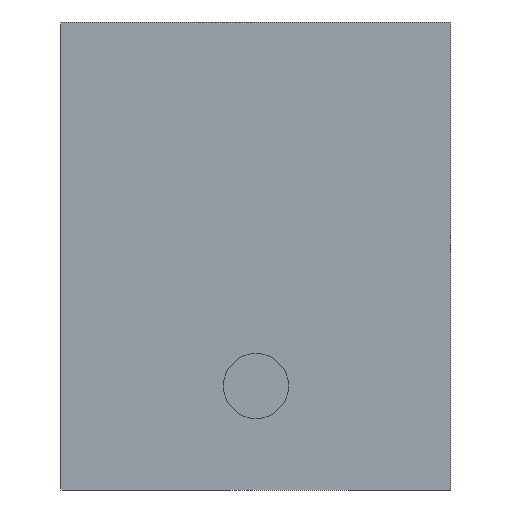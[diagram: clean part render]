
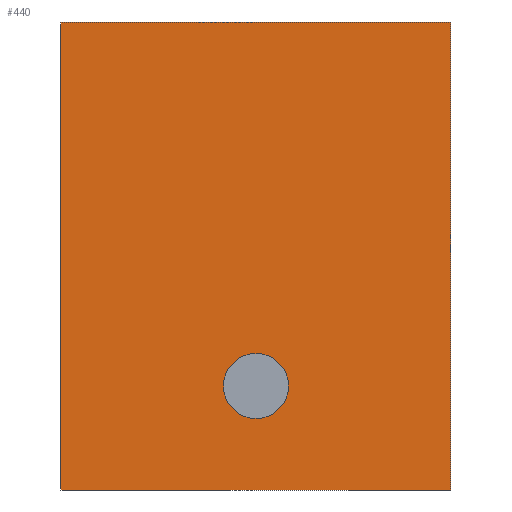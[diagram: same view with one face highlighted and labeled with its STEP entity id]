
A CAD part, front view. The second image highlights one B-rep face of the part: STEP entity #440.
In plain terms, the highlighted planar face has unit normal (0, -1, 0).
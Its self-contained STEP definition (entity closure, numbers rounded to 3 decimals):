
#6 = AXIS2_PLACEMENT_3D ( 'NONE', #721, #472, #486 ) ;
#36 = LINE ( 'NONE', #293, #739 ) ;
#38 = CARTESIAN_POINT ( 'NONE',  ( 150., 0., 180. ) ) ;
#42 = ORIENTED_EDGE ( 'NONE', *, *, #746, .F. ) ;
#45 = VECTOR ( 'NONE', #491, 1000. ) ;
#55 = CARTESIAN_POINT ( 'NONE',  ( 0., 0., 180. ) ) ;
#57 = EDGE_CURVE ( 'NONE', #62, #589, #617, .T. ) ;
#62 = VERTEX_POINT ( 'NONE', #364 ) ;
#77 = CARTESIAN_POINT ( 'NONE',  ( 75., 0., 52.5 ) ) ;
#104 = LINE ( 'NONE', #38, #503 ) ;
#105 = EDGE_CURVE ( 'NONE', #384, #582, #36, .T. ) ;
#109 = DIRECTION ( 'NONE',  ( -1., 0., 0. ) ) ;
#140 = CARTESIAN_POINT ( 'NONE',  ( 0., 0., 180. ) ) ;
#190 = CARTESIAN_POINT ( 'NONE',  ( 150., 0., 180. ) ) ;
#205 = EDGE_LOOP ( 'NONE', ( #424, #717 ) ) ;
#208 = EDGE_CURVE ( 'NONE', #582, #684, #800, .T. ) ;
#254 = ORIENTED_EDGE ( 'NONE', *, *, #105, .T. ) ;
#278 = ORIENTED_EDGE ( 'NONE', *, *, #580, .F. ) ;
#293 = CARTESIAN_POINT ( 'NONE',  ( 150., 0., 180. ) ) ;
#319 = VECTOR ( 'NONE', #710, 1000. ) ;
#320 = FACE_OUTER_BOUND ( 'NONE', #438, .T. ) ;
#322 = CARTESIAN_POINT ( 'NONE',  ( 0., 0., 0. ) ) ;
#356 = DIRECTION ( 'NONE',  ( 0., 0., -1. ) ) ;
#364 = CARTESIAN_POINT ( 'NONE',  ( 75., 0., 27.5 ) ) ;
#365 = CIRCLE ( 'NONE', #576, 12.5 ) ;
#384 = VERTEX_POINT ( 'NONE', #507 ) ;
#388 = DIRECTION ( 'NONE',  ( 0., 1., 0. ) ) ;
#417 = VERTEX_POINT ( 'NONE', #643 ) ;
#424 = ORIENTED_EDGE ( 'NONE', *, *, #57, .F. ) ;
#438 = EDGE_LOOP ( 'NONE', ( #644, #278, #42, #254 ) ) ;
#440 = ADVANCED_FACE ( 'NONE', ( #652, #320 ), #815, .F. ) ;
#472 = DIRECTION ( 'NONE',  ( 0., -1., 0. ) ) ;
#486 = DIRECTION ( 'NONE',  ( 0., 0., -1. ) ) ;
#491 = DIRECTION ( 'NONE',  ( 0., 0., -1. ) ) ;
#503 = VECTOR ( 'NONE', #356, 1000. ) ;
#507 = CARTESIAN_POINT ( 'NONE',  ( 150., 0., 180. ) ) ;
#509 = DIRECTION ( 'NONE',  ( 0., 0., -1. ) ) ;
#543 = AXIS2_PLACEMENT_3D ( 'NONE', #190, #388, #638 ) ;
#566 = DIRECTION ( 'NONE',  ( 0., -1., 0. ) ) ;
#576 = AXIS2_PLACEMENT_3D ( 'NONE', #640, #566, #509 ) ;
#580 = EDGE_CURVE ( 'NONE', #417, #684, #704, .T. ) ;
#582 = VERTEX_POINT ( 'NONE', #140 ) ;
#587 = EDGE_CURVE ( 'NONE', #589, #62, #365, .T. ) ;
#589 = VERTEX_POINT ( 'NONE', #77 ) ;
#617 = CIRCLE ( 'NONE', #6, 12.5 ) ;
#638 = DIRECTION ( 'NONE',  ( 0., 0., 1. ) ) ;
#640 = CARTESIAN_POINT ( 'NONE',  ( 75., 0., 40. ) ) ;
#643 = CARTESIAN_POINT ( 'NONE',  ( 150., 0., 0. ) ) ;
#644 = ORIENTED_EDGE ( 'NONE', *, *, #208, .T. ) ;
#652 = FACE_BOUND ( 'NONE', #205, .T. ) ;
#684 = VERTEX_POINT ( 'NONE', #322 ) ;
#695 = CARTESIAN_POINT ( 'NONE',  ( 150., 0., 0. ) ) ;
#704 = LINE ( 'NONE', #695, #319 ) ;
#710 = DIRECTION ( 'NONE',  ( -1., 0., 0. ) ) ;
#717 = ORIENTED_EDGE ( 'NONE', *, *, #587, .F. ) ;
#721 = CARTESIAN_POINT ( 'NONE',  ( 75., 0., 40. ) ) ;
#739 = VECTOR ( 'NONE', #109, 1000. ) ;
#746 = EDGE_CURVE ( 'NONE', #384, #417, #104, .T. ) ;
#800 = LINE ( 'NONE', #55, #45 ) ;
#815 = PLANE ( 'NONE',  #543 ) ;
